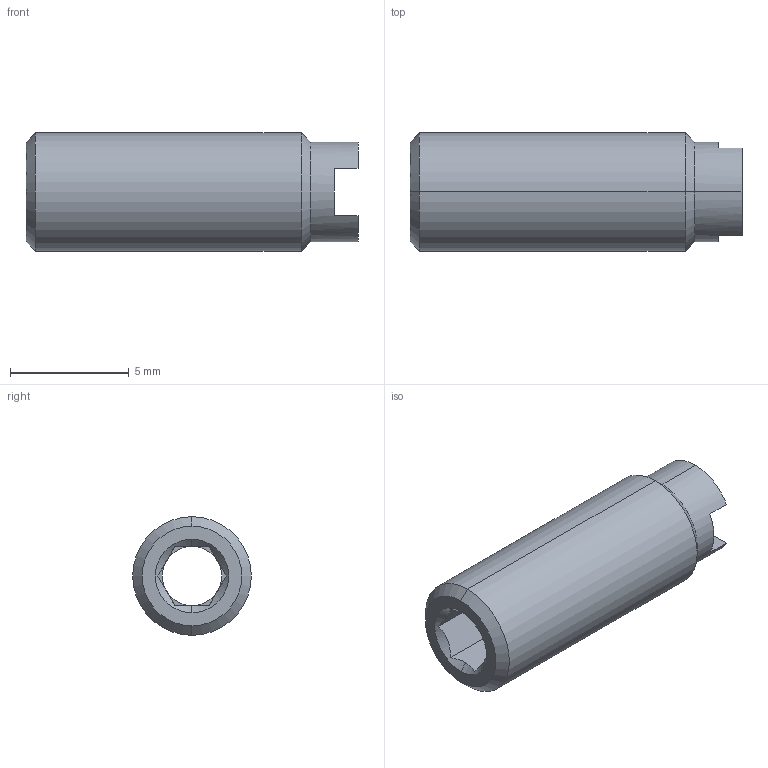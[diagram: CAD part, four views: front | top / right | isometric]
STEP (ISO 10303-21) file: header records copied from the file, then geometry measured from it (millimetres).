
FILE_DESCRIPTION (( 'STEP AP214' ), '1' );
FILE_NAME ('ERU.AN1.K01.014.STEP', '2023-08-30T11:45:19', ( '' ), ( '' ), 'SwSTEP 2.0', 'SolidWorks 2017', '' );
FILE_SCHEMA (( 'AUTOMOTIVE_DESIGN' ));
Length unit declared in the file: millimetre
Products named in the file (1): ERU.AN1.K01.014
Bounding box: 14 x 5 x 5 mm (x, y, z)
Volume: 184.4 mm3; surface area: 346.4 mm2
Topology: 1 solids, 1 shells, 48 faces, 119 edges, 72 vertices
Faces by surface type: plane 33, cone 9, cylinder 6
Entity records: 1503 total; most frequent: CARTESIAN_POINT 323, ORIENTED_EDGE 238, DIRECTION 229, EDGE_CURVE 119, AXIS2_PLACEMENT_3D 80, VERTEX_POINT 72, VECTOR 69, LINE 69
